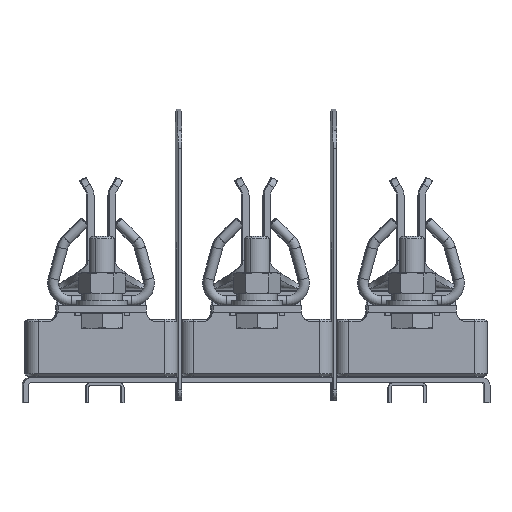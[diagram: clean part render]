
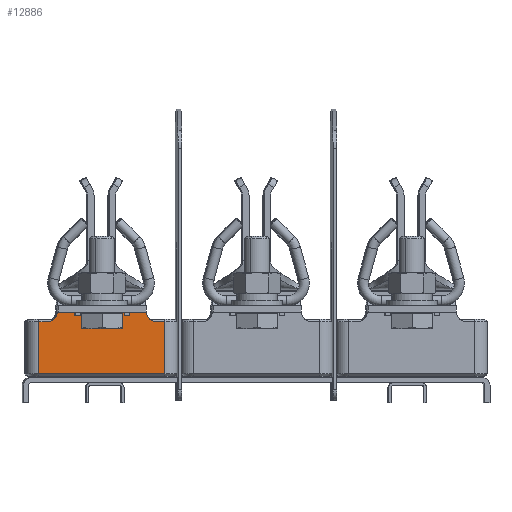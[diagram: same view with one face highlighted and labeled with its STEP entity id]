
A CAD part, front view. The second image highlights one B-rep face of the part: STEP entity #12886.
In plain terms, the highlighted face is planar.
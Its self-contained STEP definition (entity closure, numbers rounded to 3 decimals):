
#10746=DIRECTION('',(0.,-1.,0.));
#10747=VECTOR('',#10746,20.7);
#10748=CARTESIAN_POINT('',(-25.,22.2,25.));
#10749=LINE('',#10748,#10747);
#10782=DIRECTION('',(0.,1.,0.));
#10783=VECTOR('',#10782,0.5);
#10784=CARTESIAN_POINT('',(5.,25.5,25.));
#10785=LINE('',#10784,#10783);
#10789=DIRECTION('',(0.819,-0.574,0.));
#10790=VECTOR('',#10789,0.819);
#10791=CARTESIAN_POINT('',(17.,26.,25.));
#10792=LINE('',#10791,#10790);
#10796=DIRECTION('',(0.342,-0.94,0.));
#10797=VECTOR('',#10796,1.98);
#10798=CARTESIAN_POINT('',(17.671,25.53,25.));
#10799=LINE('',#10798,#10797);
#10803=DIRECTION('',(0.819,-0.574,0.));
#10804=VECTOR('',#10803,2.563);
#10805=CARTESIAN_POINT('',(18.348,23.67,25.));
#10806=LINE('',#10805,#10804);
#10810=DIRECTION('',(1.,0.,0.));
#10811=VECTOR('',#10810,4.553);
#10812=CARTESIAN_POINT('',(20.447,22.2,25.));
#10813=LINE('',#10812,#10811);
#10817=DIRECTION('',(-1.,0.,0.));
#10818=VECTOR('',#10817,50.);
#10819=CARTESIAN_POINT('',(25.,1.5,25.));
#10820=LINE('',#10819,#10818);
#10824=DIRECTION('',(1.,0.,0.));
#10825=VECTOR('',#10824,4.553);
#10826=CARTESIAN_POINT('',(-25.,22.2,25.));
#10827=LINE('',#10826,#10825);
#10831=DIRECTION('',(0.819,0.574,0.));
#10832=VECTOR('',#10831,2.563);
#10833=CARTESIAN_POINT('',(-20.447,22.2,25.));
#10834=LINE('',#10833,#10832);
#10838=DIRECTION('',(0.342,0.94,0.));
#10839=VECTOR('',#10838,1.98);
#10840=CARTESIAN_POINT('',(-18.348,23.67,25.));
#10841=LINE('',#10840,#10839);
#10845=DIRECTION('',(0.819,0.574,0.));
#10846=VECTOR('',#10845,0.819);
#10847=CARTESIAN_POINT('',(-17.671,25.53,25.));
#10848=LINE('',#10847,#10846);
#10866=DIRECTION('',(0.,1.,0.));
#10867=VECTOR('',#10866,0.5);
#10868=CARTESIAN_POINT('',(-5.,25.5,25.));
#10869=LINE('',#10868,#10867);
#10880=DIRECTION('',(-1.,0.,0.));
#10881=VECTOR('',#10880,12.);
#10882=CARTESIAN_POINT('',(-5.,26.,25.));
#10883=LINE('',#10882,#10881);
#11049=DIRECTION('',(0.,1.,0.));
#11050=VECTOR('',#11049,20.7);
#11051=CARTESIAN_POINT('',(25.,1.5,25.));
#11052=LINE('',#11051,#11050);
#11897=DIRECTION('',(-1.,0.,0.));
#11898=VECTOR('',#11897,12.);
#11899=CARTESIAN_POINT('',(17.,26.,25.));
#11900=LINE('',#11899,#11898);
#11904=DIRECTION('',(-1.,0.,0.));
#11905=VECTOR('',#11904,10.);
#11906=CARTESIAN_POINT('',(5.,25.5,25.));
#11907=LINE('',#11906,#11905);
#12142=CARTESIAN_POINT('',(-25.,22.2,25.));
#12143=VERTEX_POINT('',#12142);
#12145=CARTESIAN_POINT('',(-25.,1.5,25.));
#12147=VERTEX_POINT('',#12145);
#12152=CARTESIAN_POINT('',(25.,1.5,25.));
#12153=VERTEX_POINT('',#12152);
#12156=CARTESIAN_POINT('',(-5.,25.5,25.));
#12157=CARTESIAN_POINT('',(-5.,26.,25.));
#12158=VERTEX_POINT('',#12156);
#12159=VERTEX_POINT('',#12157);
#12160=CARTESIAN_POINT('',(5.,25.5,25.));
#12161=VERTEX_POINT('',#12160);
#12162=CARTESIAN_POINT('',(5.,26.,25.));
#12163=VERTEX_POINT('',#12162);
#12164=CARTESIAN_POINT('',(17.,26.,25.));
#12165=VERTEX_POINT('',#12164);
#12166=CARTESIAN_POINT('',(17.671,25.53,25.));
#12167=VERTEX_POINT('',#12166);
#12168=CARTESIAN_POINT('',(18.348,23.67,25.));
#12169=VERTEX_POINT('',#12168);
#12170=CARTESIAN_POINT('',(20.447,22.2,25.));
#12171=VERTEX_POINT('',#12170);
#12172=CARTESIAN_POINT('',(25.,22.2,25.));
#12173=VERTEX_POINT('',#12172);
#12174=CARTESIAN_POINT('',(-20.447,22.2,25.));
#12175=VERTEX_POINT('',#12174);
#12176=CARTESIAN_POINT('',(-18.348,23.67,25.));
#12177=VERTEX_POINT('',#12176);
#12178=CARTESIAN_POINT('',(-17.671,25.53,25.));
#12179=VERTEX_POINT('',#12178);
#12180=CARTESIAN_POINT('',(-17.,26.,25.));
#12181=VERTEX_POINT('',#12180);
#12849=CARTESIAN_POINT('',(-25.,0.,25.));
#12850=DIRECTION('',(0.,0.,1.));
#12851=DIRECTION('',(1.,0.,0.));
#12852=AXIS2_PLACEMENT_3D('',#12849,#12850,#12851);
#12853=PLANE('',#12852);
#12855=ORIENTED_EDGE('',*,*,#12854,.F.);
#12857=ORIENTED_EDGE('',*,*,#12856,.F.);
#12859=ORIENTED_EDGE('',*,*,#12858,.T.);
#12861=ORIENTED_EDGE('',*,*,#12860,.F.);
#12863=ORIENTED_EDGE('',*,*,#12862,.T.);
#12865=ORIENTED_EDGE('',*,*,#12864,.T.);
#12867=ORIENTED_EDGE('',*,*,#12866,.T.);
#12869=ORIENTED_EDGE('',*,*,#12868,.T.);
#12871=ORIENTED_EDGE('',*,*,#12870,.F.);
#12872=ORIENTED_EDGE('',*,*,#12839,.T.);
#12873=ORIENTED_EDGE('',*,*,#12814,.F.);
#12875=ORIENTED_EDGE('',*,*,#12874,.T.);
#12877=ORIENTED_EDGE('',*,*,#12876,.T.);
#12879=ORIENTED_EDGE('',*,*,#12878,.T.);
#12881=ORIENTED_EDGE('',*,*,#12880,.T.);
#12883=ORIENTED_EDGE('',*,*,#12882,.F.);
#12884=EDGE_LOOP('',(#12855,#12857,#12859,#12861,#12863,#12865,#12867,#12869,
#12871,#12872,#12873,#12875,#12877,#12879,#12881,#12883));
#12885=FACE_OUTER_BOUND('',#12884,.F.);
#12814=EDGE_CURVE('',#12143,#12147,#10749,.T.);
#12839=EDGE_CURVE('',#12153,#12147,#10820,.T.);
#12854=EDGE_CURVE('',#12158,#12159,#10869,.T.);
#12856=EDGE_CURVE('',#12161,#12158,#11907,.T.);
#12858=EDGE_CURVE('',#12161,#12163,#10785,.T.);
#12860=EDGE_CURVE('',#12165,#12163,#11900,.T.);
#12862=EDGE_CURVE('',#12165,#12167,#10792,.T.);
#12864=EDGE_CURVE('',#12167,#12169,#10799,.T.);
#12866=EDGE_CURVE('',#12169,#12171,#10806,.T.);
#12868=EDGE_CURVE('',#12171,#12173,#10813,.T.);
#12870=EDGE_CURVE('',#12153,#12173,#11052,.T.);
#12874=EDGE_CURVE('',#12143,#12175,#10827,.T.);
#12876=EDGE_CURVE('',#12175,#12177,#10834,.T.);
#12878=EDGE_CURVE('',#12177,#12179,#10841,.T.);
#12880=EDGE_CURVE('',#12179,#12181,#10848,.T.);
#12882=EDGE_CURVE('',#12159,#12181,#10883,.T.);
#12886=ADVANCED_FACE('',(#12885),#12853,.T.);
